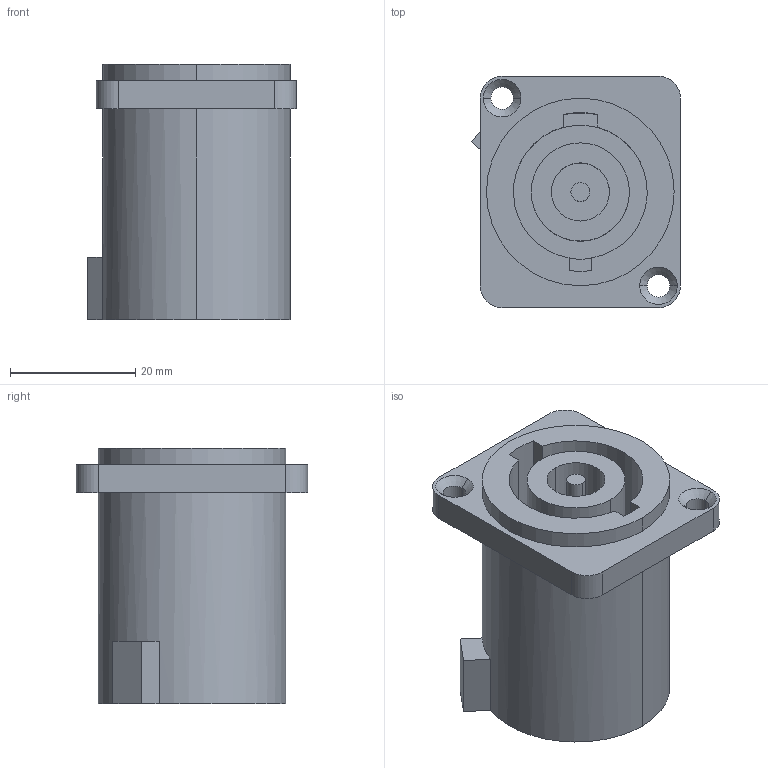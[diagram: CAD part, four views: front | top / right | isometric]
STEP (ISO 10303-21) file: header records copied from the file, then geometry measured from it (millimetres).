
FILE_DESCRIPTION((''),'2;1');
FILE_NAME('D-NAC3MP-HC','2008-12-12T',('odo'),(''),'PRO/ENGINEER BY PARAMETRIC TECHNOLOGY CORPORATION, 2007460','PRO/ENGINEER BY PARAMETRIC TECHNOLOGY CORPORATION, 2007460','');
FILE_SCHEMA(('CONFIG_CONTROL_DESIGN'));
Length unit declared in the file: millimetre
Products named in the file (1): D-NAC3MP-HC
Bounding box: 33.39 x 37 x 40.8 mm (x, y, z)
Volume: 24527.4 mm3; surface area: 11104.9 mm2
Topology: 1 solids, 1 shells, 59 faces, 136 edges, 88 vertices
Faces by surface type: cylinder 30, plane 25, cone 4
Entity records: 1738 total; most frequent: DIRECTION 320, CARTESIAN_POINT 283, ORIENTED_EDGE 272, EDGE_CURVE 136, AXIS2_PLACEMENT_3D 125, VERTEX_POINT 88, EDGE_LOOP 72, VECTOR 70
